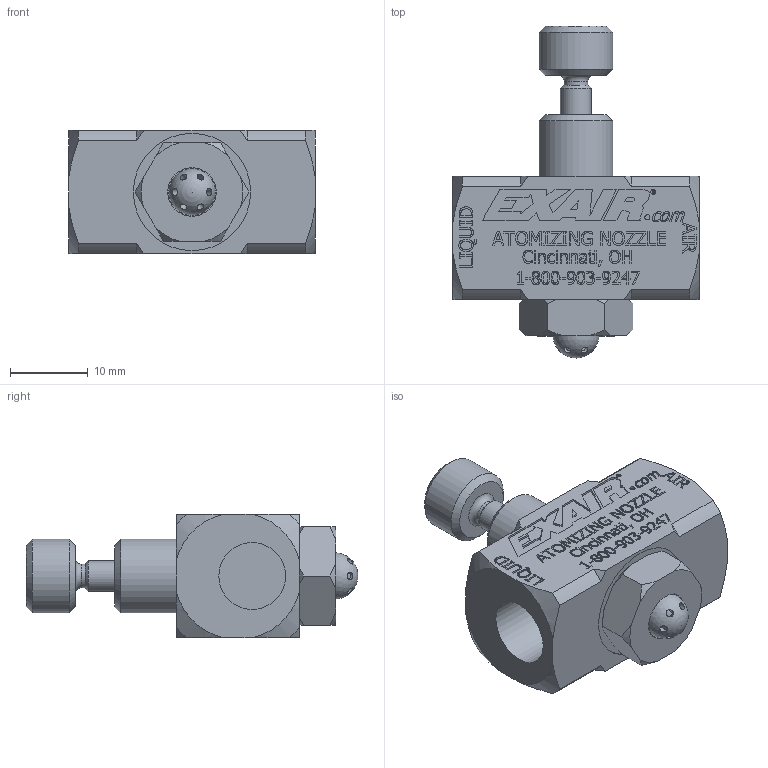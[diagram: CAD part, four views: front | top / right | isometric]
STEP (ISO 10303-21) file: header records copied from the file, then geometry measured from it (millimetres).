
FILE_DESCRIPTION(/* description */ (''),/* implementation_level */ '2;1');
FILE_NAME(/* name */ 'AW8030SS-DIM.stp',/* time_stamp */ '2017-04-10T14:59:08-04:00',/* author */ ('Adam Laub'),/* organization */ (''),/* preprocessor_version */ 'ST-DEVELOPER v16.5',/* originating_system */ 'Autodesk Inventor 2017',/* authorisation */ '');
FILE_SCHEMA (('AUTOMOTIVE_DESIGN { 1 0 10303 214 3 1 1 }'));
Length unit declared in the file: inch
Products named in the file (6): AW8020SS-DIM; 901802-DIM; 901804-DIM; 901803; 901748-DIM; 901750-W20-DIM
Assembly tree (5 placements, depth 2):
  AW8020SS-DIM
    901802-DIM
    901804-DIM
    901803
    901748-DIM
    901750-W20-DIM
Bounding box: 31.75 x 42.77 x 15.88 mm (x, y, z)
Volume: 9052.8 mm3; surface area: 5102.1 mm2
Topology: 5 solids, 7 shells, 1398 faces, 3730 edges, 2484 vertices
Faces by surface type: plane 845, bspline 464, cylinder 50, cone 37, torus 1, sphere 1
Full cylindrical faces by diameter (mm): 0.94 x6, 1.981 x1, 3.048 x1, 3.607 x1, 4.006 x1, 5.842 x2, 5.969 x1, 6.159 x1, 6.248 x1, 6.35 x1, 7.95 x1, 8.204 x1, 8.611 x2, 9.525 x3, 9.922 x1, 11.112 x1, 15.088 x1
Entity records: 45975 total; most frequent: CARTESIAN_POINT 14385, ORIENTED_EDGE 7362, DIRECTION 4700, EDGE_CURVE 3681, LINE 2558, VECTOR 2558, VERTEX_POINT 2472, EDGE_LOOP 1573
